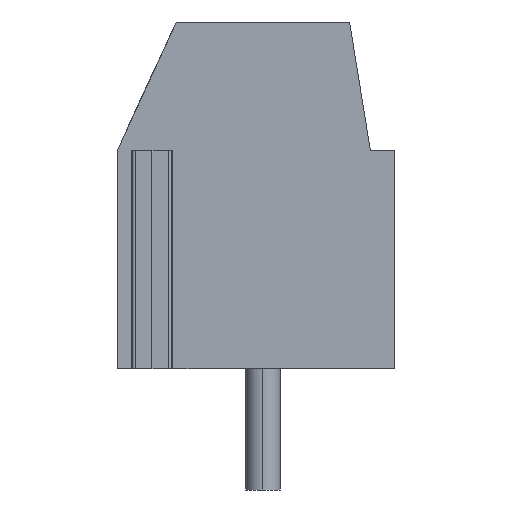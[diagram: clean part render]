
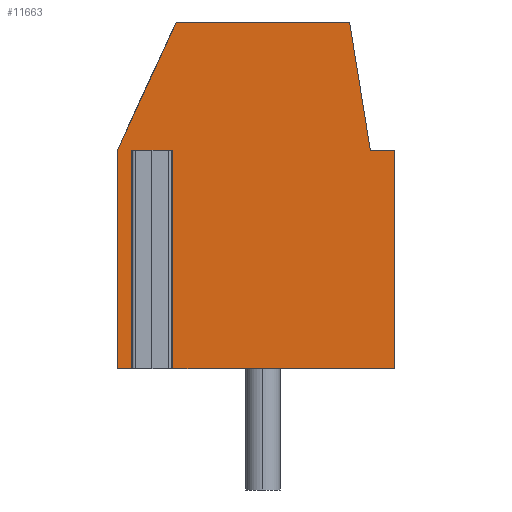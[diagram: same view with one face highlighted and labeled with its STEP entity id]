
A CAD part, left-side view. The second image highlights one B-rep face of the part: STEP entity #11663.
In plain terms, the highlighted planar face has unit normal (-1, 0, 0).
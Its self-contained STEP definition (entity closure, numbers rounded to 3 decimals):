
#11588=AXIS2_PLACEMENT_3D('Plane Axis2P3D',#11585,#11586,#11587) ;
#10839=CARTESIAN_POINT('Vertex',(0.6,-3.013,9.8)) ;
#10844=CARTESIAN_POINT('Line Origine',(0.6,-3.013,6.65)) ;
#10848=CARTESIAN_POINT('Vertex',(0.6,-3.013,3.5)) ;
#11090=CARTESIAN_POINT('Vertex',(0.6,3.287,13.5)) ;
#11093=CARTESIAN_POINT('Line Origine',(0.6,0.787,13.5)) ;
#11097=CARTESIAN_POINT('Vertex',(0.6,-1.713,13.5)) ;
#11467=CARTESIAN_POINT('Vertex',(0.6,-2.313,9.8)) ;
#11472=CARTESIAN_POINT('Line Origine',(0.6,-2.663,9.8)) ;
#11585=CARTESIAN_POINT('Axis2P3D Location',(0.6,0.787,3.5)) ;
#11590=CARTESIAN_POINT('Line Origine',(0.6,3.829,9.8)) ;
#11594=CARTESIAN_POINT('Vertex',(0.6,3.672,9.8)) ;
#11596=CARTESIAN_POINT('Vertex',(0.6,3.987,9.8)) ;
#11599=CARTESIAN_POINT('Line Origine',(0.6,3.672,6.65)) ;
#11603=CARTESIAN_POINT('Vertex',(0.6,3.672,3.5)) ;
#11606=CARTESIAN_POINT('Line Origine',(0.6,0.329,3.5)) ;
#11611=CARTESIAN_POINT('Line Origine',(0.6,-2.013,11.65)) ;
#11616=CARTESIAN_POINT('Line Origine',(0.6,4.137,11.65)) ;
#11620=CARTESIAN_POINT('Vertex',(0.6,4.987,9.8)) ;
#11623=CARTESIAN_POINT('Line Origine',(0.6,4.987,6.65)) ;
#11627=CARTESIAN_POINT('Vertex',(0.6,4.987,3.5)) ;
#11630=CARTESIAN_POINT('Line Origine',(0.6,4.644,3.5)) ;
#11634=CARTESIAN_POINT('Vertex',(0.6,4.302,3.5)) ;
#11637=CARTESIAN_POINT('Line Origine',(0.6,4.302,6.65)) ;
#11641=CARTESIAN_POINT('Vertex',(0.6,4.302,9.8)) ;
#11644=CARTESIAN_POINT('Line Origine',(0.6,4.144,9.8)) ;
#10845=DIRECTION('Vector Direction',(0.,0.,-1.)) ;
#11094=DIRECTION('Vector Direction',(0.,-1.,0.)) ;
#11473=DIRECTION('Vector Direction',(0.,-1.,0.)) ;
#11586=DIRECTION('Axis2P3D Direction',(1.,0.,0.)) ;
#11587=DIRECTION('Axis2P3D XDirection',(0.,0.,1.)) ;
#11591=DIRECTION('Vector Direction',(0.,1.,0.)) ;
#11600=DIRECTION('Vector Direction',(0.,0.,1.)) ;
#11607=DIRECTION('Vector Direction',(0.,1.,0.)) ;
#11612=DIRECTION('Vector Direction',(0.,0.16,0.987)) ;
#11617=DIRECTION('Vector Direction',(0.,-0.418,0.909)) ;
#11624=DIRECTION('Vector Direction',(0.,0.,1.)) ;
#11631=DIRECTION('Vector Direction',(0.,1.,0.)) ;
#11638=DIRECTION('Vector Direction',(0.,0.,1.)) ;
#11645=DIRECTION('Vector Direction',(0.,-1.,0.)) ;
#10846=VECTOR('Line Direction',#10845,1.) ;
#11095=VECTOR('Line Direction',#11094,1.) ;
#11474=VECTOR('Line Direction',#11473,1.) ;
#11592=VECTOR('Line Direction',#11591,1.) ;
#11601=VECTOR('Line Direction',#11600,1.) ;
#11608=VECTOR('Line Direction',#11607,1.) ;
#11613=VECTOR('Line Direction',#11612,1.) ;
#11618=VECTOR('Line Direction',#11617,1.) ;
#11625=VECTOR('Line Direction',#11624,1.) ;
#11632=VECTOR('Line Direction',#11631,1.) ;
#11639=VECTOR('Line Direction',#11638,1.) ;
#11646=VECTOR('Line Direction',#11645,1.) ;
#11650=ORIENTED_EDGE('',*,*,#11598,.F.) ;
#11651=ORIENTED_EDGE('',*,*,#11605,.F.) ;
#11652=ORIENTED_EDGE('',*,*,#11610,.F.) ;
#11653=ORIENTED_EDGE('',*,*,#10850,.F.) ;
#11654=ORIENTED_EDGE('',*,*,#11476,.F.) ;
#11655=ORIENTED_EDGE('',*,*,#11615,.F.) ;
#11656=ORIENTED_EDGE('',*,*,#11099,.F.) ;
#11657=ORIENTED_EDGE('',*,*,#11622,.F.) ;
#11658=ORIENTED_EDGE('',*,*,#11629,.F.) ;
#11659=ORIENTED_EDGE('',*,*,#11636,.F.) ;
#11660=ORIENTED_EDGE('',*,*,#11643,.T.) ;
#11661=ORIENTED_EDGE('',*,*,#11648,.F.) ;
#11663=ADVANCED_FACE('Housing-3',(#11662),#11589,.F.) ;
#10850=EDGE_CURVE('',#10840,#10849,#10847,.T.) ;
#11099=EDGE_CURVE('',#11091,#11098,#11096,.T.) ;
#11476=EDGE_CURVE('',#11468,#10840,#11475,.T.) ;
#11598=EDGE_CURVE('',#11595,#11597,#11593,.T.) ;
#11605=EDGE_CURVE('',#11604,#11595,#11602,.T.) ;
#11610=EDGE_CURVE('',#10849,#11604,#11609,.T.) ;
#11615=EDGE_CURVE('',#11098,#11468,#11614,.F.) ;
#11622=EDGE_CURVE('',#11621,#11091,#11619,.T.) ;
#11629=EDGE_CURVE('',#11628,#11621,#11626,.T.) ;
#11636=EDGE_CURVE('',#11635,#11628,#11633,.T.) ;
#11643=EDGE_CURVE('',#11635,#11642,#11640,.T.) ;
#11648=EDGE_CURVE('',#11597,#11642,#11647,.F.) ;
#11649=EDGE_LOOP('',(#11650,#11651,#11652,#11653,#11654,#11655,#11656,#11657,#11658,#11659,#11660,#11661)) ;
#11662=FACE_OUTER_BOUND('',#11649,.T.) ;
#10847=LINE('Line',#10844,#10846) ;
#11096=LINE('Line',#11093,#11095) ;
#11475=LINE('Line',#11472,#11474) ;
#11593=LINE('Line',#11590,#11592) ;
#11602=LINE('Line',#11599,#11601) ;
#11609=LINE('Line',#11606,#11608) ;
#11614=LINE('Line',#11611,#11613) ;
#11619=LINE('Line',#11616,#11618) ;
#11626=LINE('Line',#11623,#11625) ;
#11633=LINE('Line',#11630,#11632) ;
#11640=LINE('Line',#11637,#11639) ;
#11647=LINE('Line',#11644,#11646) ;
#11589=PLANE('',#11588) ;
#10840=VERTEX_POINT('',#10839) ;
#10849=VERTEX_POINT('',#10848) ;
#11091=VERTEX_POINT('',#11090) ;
#11098=VERTEX_POINT('',#11097) ;
#11468=VERTEX_POINT('',#11467) ;
#11595=VERTEX_POINT('',#11594) ;
#11597=VERTEX_POINT('',#11596) ;
#11604=VERTEX_POINT('',#11603) ;
#11621=VERTEX_POINT('',#11620) ;
#11628=VERTEX_POINT('',#11627) ;
#11635=VERTEX_POINT('',#11634) ;
#11642=VERTEX_POINT('',#11641) ;
